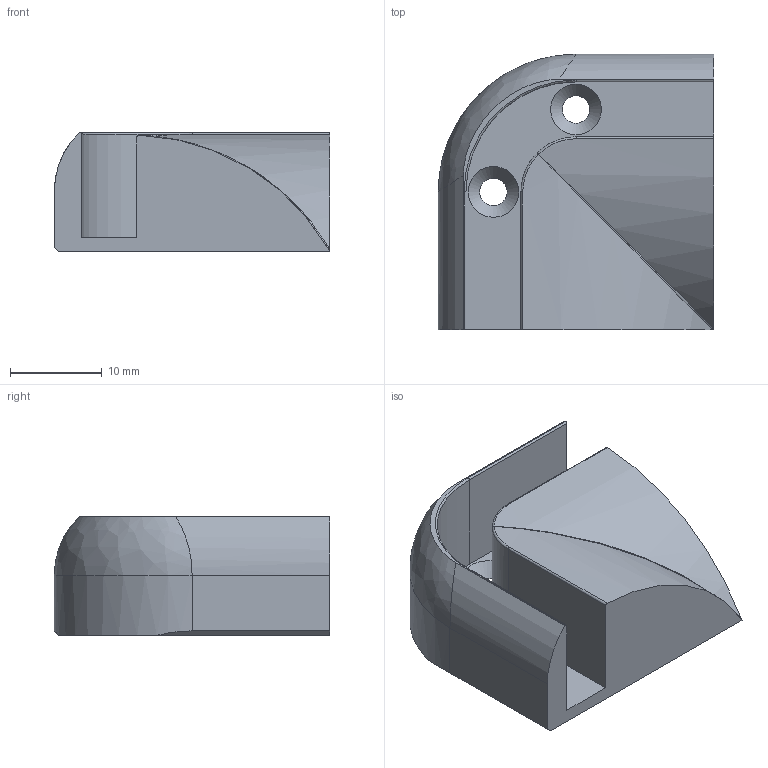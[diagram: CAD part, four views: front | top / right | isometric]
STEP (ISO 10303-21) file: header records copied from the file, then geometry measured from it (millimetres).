
FILE_DESCRIPTION(('STEP AP203'),'2;1');
FILE_NAME('XF36115G.stp','2011-02-02T12:47:21',(''),(''),'2009.3.110','THINKDESIGN','');
FILE_SCHEMA(('CONFIG_CONTROL_DESIGN'));
Length unit declared in the file: millimetre
Bounding box: 29.98 x 29.98 x 12.95 mm (x, y, z)
Volume: 6501.8 mm3; surface area: 3816.3 mm2
Topology: 1 solids, 1 shells, 39 faces, 102 edges, 64 vertices
Faces by surface type: plane 18, cylinder 12, bspline 9
Entity records: 1937 total; most frequent: CARTESIAN_POINT 907, ORIENTED_EDGE 200, DIRECTION 183, EDGE_CURVE 100, AXIS2_PLACEMENT_3D 64, VERTEX_POINT 64, VECTOR 55, LINE 55
